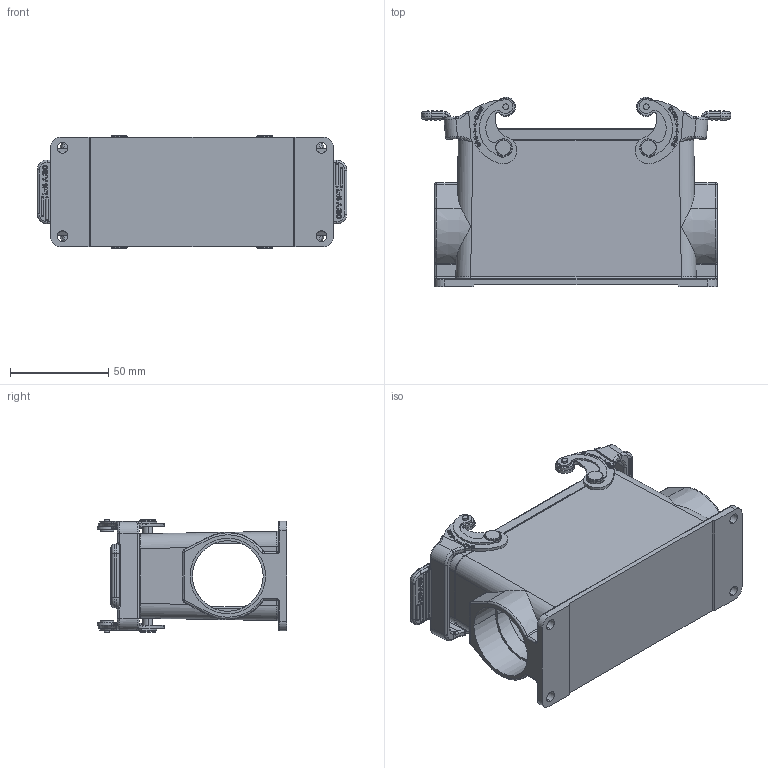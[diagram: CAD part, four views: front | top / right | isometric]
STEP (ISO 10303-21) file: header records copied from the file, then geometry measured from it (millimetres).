
FILE_DESCRIPTION((''),'2;1');
FILE_NAME('PRT0345','2017-08-04T',('dm.li'),(''),'PRO/ENGINEER BY PARAMETRIC TECHNOLOGY CORPORATION, 2012480','PRO/ENGINEER BY PARAMETRIC TECHNOLOGY CORPORATION, 2012480','');
FILE_SCHEMA(('AUTOMOTIVE_DESIGN { 1 0 10303 214 1 1 1 1 }'));
Products named in the file (1): PRT0345
Bounding box: 157.8 x 96.5 x 57.5 mm (x, y, z)
Volume: 171476.4 mm3; surface area: 81754.6 mm2
Topology: 1 solids, 5 shells, 1478 faces, 4003 edges, 2670 vertices
Faces by surface type: plane 671, cylinder 379, extrusion 160, bspline 102, torus 80, cone 54, sphere 32
Entity records: 62078 total; most frequent: CARTESIAN_POINT 16699, ORIENTED_EDGE 7970, DIRECTION 7049, EDGE_CURVE 3993, VERTEX_POINT 2670, AXIS2_PLACEMENT_3D 2407, VECTOR 2235, LINE 2075
